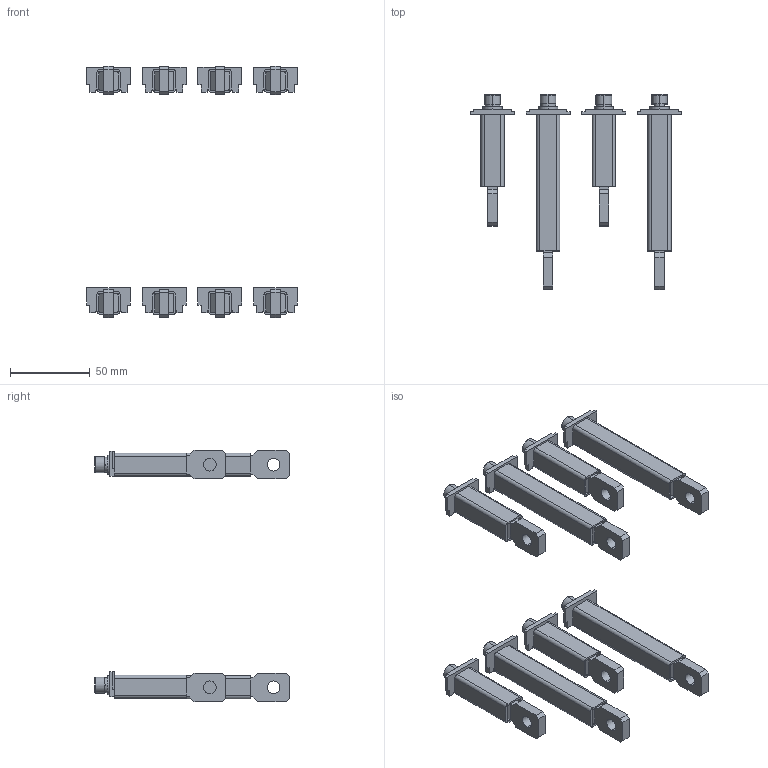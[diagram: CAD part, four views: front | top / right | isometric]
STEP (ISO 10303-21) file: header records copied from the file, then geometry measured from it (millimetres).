
FILE_DESCRIPTION((''),'2;1');
FILE_NAME('ASM0269_ASM','2021-09-08T14:16:32',('zhxmin'),(''),'CREO PARAMETRIC BY PTC INC, 2018020','CREO PARAMETRIC BY PTC INC, 2018020','');
FILE_SCHEMA(('CONFIG_CONTROL_DESIGN','SHAPE_APPEARANCE_LAYERS_GROUPS'));
Length unit declared in the file: metre
Products named in the file (49): 5-561-017-1_SOLID_1-415686; 5-561-017-1_QUILT_1-416171; 8-775-103-1-416261; 8-950-167-416583; M6X22-GB70_SOLID_1-416984; M6X22-GB70_QUILT_1-417461; D6-GB93-417567; D6-GB97-1-417717; 5-561-017-1_SOLID_1-417811; 5-561-017-1_QUILT_1-418296; 8-775-103-1-418386; 8-950-167-418708; M6X22-GB70_SOLID_1-419109; M6X22-GB70_QUILT_1-419586; D6-GB93-419692; D6-GB97-1-419842; 5-561-017-2_SOLID_1-419936; 5-561-017-2_QUILT_1-420421; 8-775-103-2-420511; 8-950-167-420833; M6X20-GB70_SOLID_1-421234; M6X20-GB70_QUILT_1-421506; D6-GB97-1-421602; D6-GB93-421696; 5-561-017-1_QUILT_1-422331; 8-950-167-422743; M6X22-GB70_SOLID_1-423144; M6X22-GB70_QUILT_1-423621; D6-GB93-423727; D6-GB97-1-423877; 8-950-167-424868; M6X22-GB70_SOLID_1-425269; M6X22-GB70_QUILT_1-425746; D6-GB93-425852; D6-GB97-1-426002; 5-561-017-2_QUILT_1-426581; 8-950-167-426993; M6X20-GB70_SOLID_1-427394; M6X20-GB70_QUILT_1-427666; D6-GB97-1-427762 ...
Assembly tree (58 placements, depth 3):
  ASM0269_ASM
    NM8-250__ASM
      5-561-017-1_SOLID_1-415686
      5-561-017-1_QUILT_1-416171
      8-775-103-1-416261
      8-950-167-416583
      M6X22-GB70_SOLID_1-416984
      M6X22-GB70_QUILT_1-417461
      D6-GB93-417567
      D6-GB97-1-417717
      5-561-017-1_SOLID_1-417811
      5-561-017-1_QUILT_1-418296
      8-775-103-1-418386
      8-950-167-418708
      M6X22-GB70_SOLID_1-419109
      M6X22-GB70_QUILT_1-419586
      D6-GB93-419692
      D6-GB97-1-419842
      5-561-017-2_SOLID_1-419936  x2
      5-561-017-2_QUILT_1-420421
      8-775-103-2-420511  x2
      8-950-167-420833  x2
      M6X20-GB70_SOLID_1-421234  x2
      M6X20-GB70_QUILT_1-421506
      D6-GB97-1-421602  x2
      D6-GB93-421696
      5-561-017-1_QUILT_1-422331
      8-950-167-422743
      M6X22-GB70_SOLID_1-423144
      M6X22-GB70_QUILT_1-423621
      D6-GB93-423727
      D6-GB97-1-423877
      8-950-167-424868
      M6X22-GB70_SOLID_1-425269
      M6X22-GB70_QUILT_1-425746
      D6-GB93-425852
      D6-GB97-1-426002
      5-561-017-2_QUILT_1-426581
      8-950-167-426993  x2
      M6X20-GB70_SOLID_1-427394  x2
      M6X20-GB70_QUILT_1-427666
      D6-GB97-1-427762  x2
      D6-GB93-427856
      8-775-103-1-424546-191330
      8-775-103-1-424546-191652
      5-561-017-1_SOLID_1-4239-191974
      5-561-017-1_SOLID_1-4239-192459
      5-561-017-2_SOLID_1-426096  x2
      8-775-103-2-426671  x2
Bounding box: 132.6 x 122.5 x 158 mm (x, y, z)
Volume: 138664.6 mm3; surface area: 114075.4 mm2
Topology: 46 solids, 57 shells, 849 faces, 2128 edges, 1386 vertices
Faces by surface type: plane 507, cylinder 270, cone 64, torus 8
Entity records: 22405 total; most frequent: CARTESIAN_POINT 4097, DIRECTION 3752, ORIENTED_EDGE 3268, EDGE_CURVE 1656, AXIS2_PLACEMENT_3D 1361, VERTEX_POINT 1088, VECTOR 1030, LINE 1030
